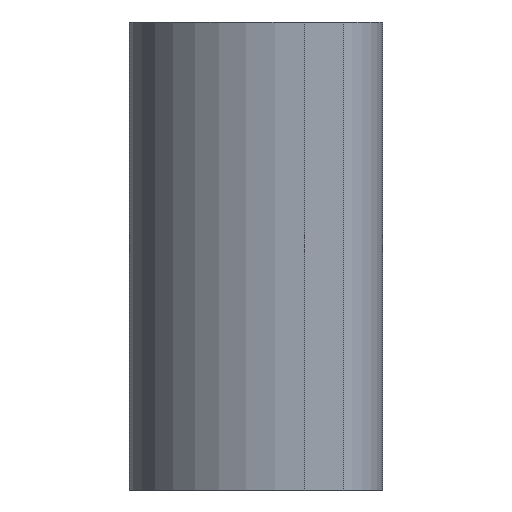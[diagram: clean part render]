
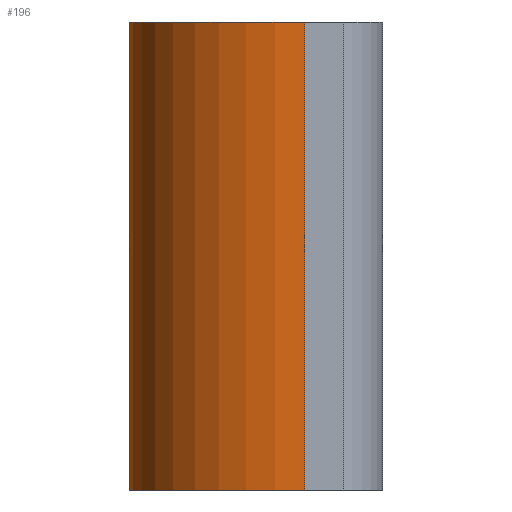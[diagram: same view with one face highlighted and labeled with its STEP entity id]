
A CAD part, left-side view. The second image highlights one B-rep face of the part: STEP entity #196.
In plain terms, the highlighted cylindrical face has radius 4.5 mm (diameter 9 mm), a partial arc.
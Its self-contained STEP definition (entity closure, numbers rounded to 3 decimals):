
#5 = VECTOR ( 'NONE', #203, 1000. ) ;
#7 = DIRECTION ( 'NONE',  ( 0., 0., -1. ) ) ;
#11 = CARTESIAN_POINT ( 'NONE',  ( -23.5, 2., -6. ) ) ;
#14 = CARTESIAN_POINT ( 'NONE',  ( -23.5, 2., 6. ) ) ;
#15 = AXIS2_PLACEMENT_3D ( 'NONE', #359, #388, #392 ) ;
#19 = ORIENTED_EDGE ( 'NONE', *, *, #353, .F. ) ;
#58 = LINE ( 'NONE', #111, #5 ) ;
#91 = ORIENTED_EDGE ( 'NONE', *, *, #433, .T. ) ;
#93 = CIRCLE ( 'NONE', #397, 4.5 ) ;
#108 = DIRECTION ( 'NONE',  ( 1., 0., 0. ) ) ;
#109 = VECTOR ( 'NONE', #7, 1000. ) ;
#110 = DIRECTION ( 'NONE',  ( 0., 0., 1. ) ) ;
#111 = CARTESIAN_POINT ( 'NONE',  ( -14.519, 2.409, 6. ) ) ;
#113 = CARTESIAN_POINT ( 'NONE',  ( -19., 2., 6. ) ) ;
#122 = EDGE_CURVE ( 'NONE', #287, #272, #58, .T. ) ;
#196 = ADVANCED_FACE ( 'NONE', ( #352 ), #453, .T. ) ;
#203 = DIRECTION ( 'NONE',  ( 0., 0., -1. ) ) ;
#210 = LINE ( 'NONE', #14, #109 ) ;
#224 = CARTESIAN_POINT ( 'NONE',  ( -23.5, 2., 6. ) ) ;
#229 = CARTESIAN_POINT ( 'NONE',  ( -14.519, 2.409, 6. ) ) ;
#239 = EDGE_LOOP ( 'NONE', ( #91, #19, #314, #424 ) ) ;
#272 = VERTEX_POINT ( 'NONE', #321 ) ;
#284 = VERTEX_POINT ( 'NONE', #224 ) ;
#287 = VERTEX_POINT ( 'NONE', #229 ) ;
#297 = EDGE_CURVE ( 'NONE', #287, #284, #93, .T. ) ;
#314 = ORIENTED_EDGE ( 'NONE', *, *, #297, .F. ) ;
#321 = CARTESIAN_POINT ( 'NONE',  ( -14.519, 2.409, -6. ) ) ;
#322 = AXIS2_PLACEMENT_3D ( 'NONE', #464, #438, #432 ) ;
#352 = FACE_OUTER_BOUND ( 'NONE', #239, .T. ) ;
#353 = EDGE_CURVE ( 'NONE', #284, #356, #210, .T. ) ;
#356 = VERTEX_POINT ( 'NONE', #11 ) ;
#359 = CARTESIAN_POINT ( 'NONE',  ( -19., 2., 6. ) ) ;
#388 = DIRECTION ( 'NONE',  ( 0., 0., -1. ) ) ;
#392 = DIRECTION ( 'NONE',  ( -1., 0., 0. ) ) ;
#397 = AXIS2_PLACEMENT_3D ( 'NONE', #113, #110, #108 ) ;
#421 = CIRCLE ( 'NONE', #322, 4.5 ) ;
#424 = ORIENTED_EDGE ( 'NONE', *, *, #122, .T. ) ;
#432 = DIRECTION ( 'NONE',  ( 1., 0., 0. ) ) ;
#433 = EDGE_CURVE ( 'NONE', #272, #356, #421, .T. ) ;
#438 = DIRECTION ( 'NONE',  ( 0., 0., 1. ) ) ;
#453 = CYLINDRICAL_SURFACE ( 'NONE', #15, 4.5 ) ;
#464 = CARTESIAN_POINT ( 'NONE',  ( -19., 2., -6. ) ) ;
